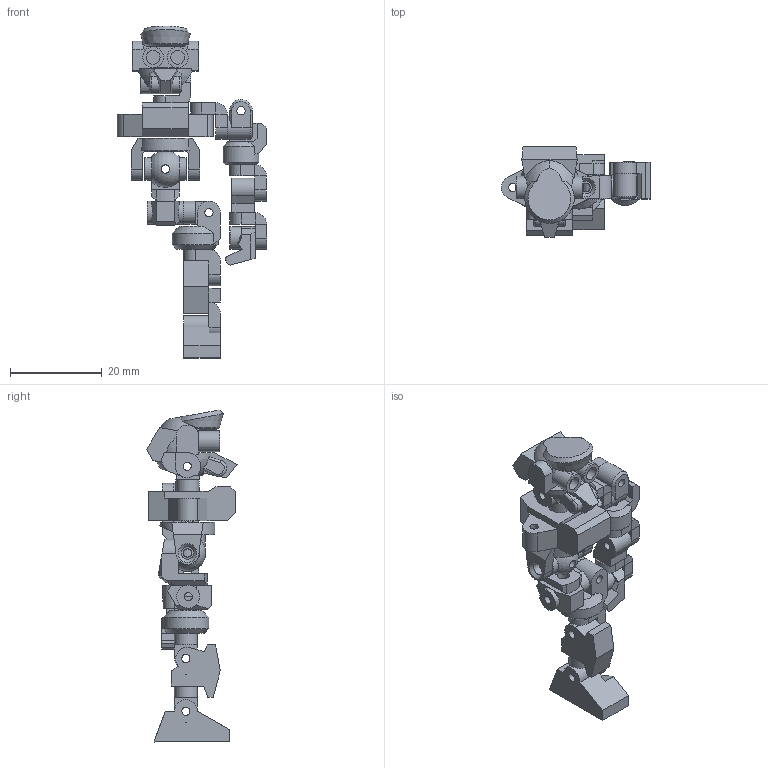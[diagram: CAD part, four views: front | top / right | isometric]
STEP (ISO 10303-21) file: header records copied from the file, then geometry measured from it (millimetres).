
FILE_DESCRIPTION(/* description */ (''),/* implementation_level */ '2;1');
FILE_NAME(/* name */ '70mmRobo v5.step',/* time_stamp */ '2021-08-04T22:51:03+09:00',/* author */ (''),/* organization */ (''),/* preprocessor_version */ 'ST-DEVELOPER v18.1',/* originating_system */ 'Autodesk Translation Framework v10.9.0.1377',/* authorisation */ '');
FILE_SCHEMA (('AUTOMOTIVE_DESIGN { 1 0 10303 214 3 1 1 }'));
Length unit declared in the file: millimetre
Products named in the file (5): 70mmRobo; head; body; Arm; Reg
Assembly tree (4 placements, depth 2):
  70mmRobo
    head
    body
    Arm
    Reg
Bounding box: 32.6 x 19.77 x 72.47 mm (x, y, z)
Volume: 7600 mm3; surface area: 8150 mm2
Topology: 21 solids, 21 shells, 438 faces, 1132 edges, 732 vertices
Faces by surface type: plane 271, cylinder 117, cone 29, sphere 11, bspline 8, torus 2
Full cylindrical faces by diameter (mm): 1.5 x1, 1.8 x21, 2.7 x20, 3 x2, 4.515 x1, 5 x5, 6.5 x1, 7.815 x1, 10 x1
Entity records: 14406 total; most frequent: CARTESIAN_POINT 3207, DIRECTION 2314, ORIENTED_EDGE 2264, EDGE_CURVE 1132, AXIS2_PLACEMENT_3D 802, VERTEX_POINT 732, LINE 710, VECTOR 710
